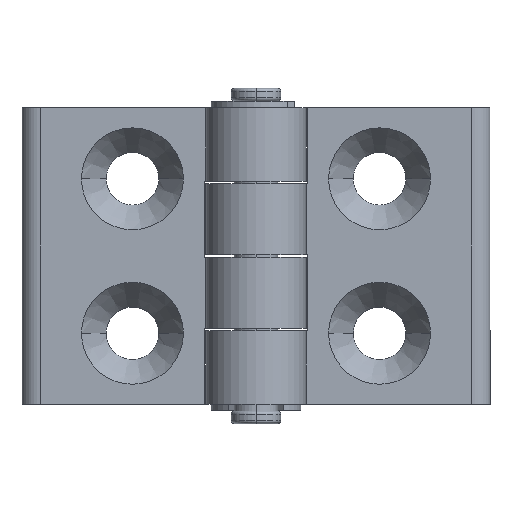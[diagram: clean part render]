
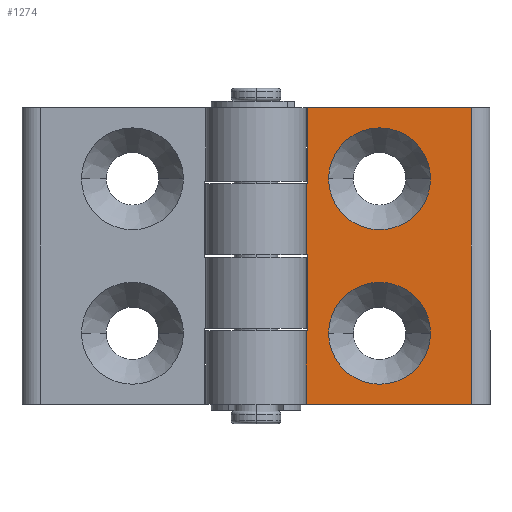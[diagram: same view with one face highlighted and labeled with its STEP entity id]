
A CAD part, top view. The second image highlights one B-rep face of the part: STEP entity #1274.
In plain terms, the highlighted planar face has unit normal (0, 0, 1).
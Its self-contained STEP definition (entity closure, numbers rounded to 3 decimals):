
#11 = EDGE_CURVE ( 'NONE', #430, #1380, #172, .T. ) ;
#24 = FACE_BOUND ( 'NONE', #1035, .T. ) ;
#25 = DIRECTION ( 'NONE',  ( 1., 0., 0. ) ) ;
#28 = VECTOR ( 'NONE', #612, 1000. ) ;
#30 = VECTOR ( 'NONE', #1152, 1000. ) ;
#45 = EDGE_CURVE ( 'NONE', #1380, #1940, #1486, .T. ) ;
#48 = DIRECTION ( 'NONE',  ( 0., 0., 1. ) ) ;
#74 = AXIS2_PLACEMENT_3D ( 'NONE', #413, #422, #607 ) ;
#79 = CARTESIAN_POINT ( 'NONE',  ( 0., 11.7, 3.1 ) ) ;
#122 = CARTESIAN_POINT ( 'NONE',  ( 0., -12.5, 3.1 ) ) ;
#167 = ORIENTED_EDGE ( 'NONE', *, *, #1099, .T. ) ;
#171 = CIRCLE ( 'NONE', #263, 8.25 ) ;
#172 = LINE ( 'NONE', #792, #28 ) ;
#176 = ORIENTED_EDGE ( 'NONE', *, *, #535, .F. ) ;
#181 = CARTESIAN_POINT ( 'NONE',  ( 0., 0.2, 3.1 ) ) ;
#206 = CARTESIAN_POINT ( 'NONE',  ( 14.875, -24., 3.1 ) ) ;
#229 = VECTOR ( 'NONE', #1080, 1000. ) ;
#240 = EDGE_LOOP ( 'NONE', ( #856, #1917, #1781, #167, #1692, #781, #526, #1102, #176, #765 ) ) ;
#256 = CARTESIAN_POINT ( 'NONE',  ( -12.125, -24., 3.1 ) ) ;
#263 = AXIS2_PLACEMENT_3D ( 'NONE', #1855, #1554, #654 ) ;
#295 = ORIENTED_EDGE ( 'NONE', *, *, #1442, .T. ) ;
#319 = LINE ( 'NONE', #1420, #679 ) ;
#327 = VERTEX_POINT ( 'NONE', #1610 ) ;
#333 = LINE ( 'NONE', #1435, #863 ) ;
#348 = VERTEX_POINT ( 'NONE', #816 ) ;
#382 = CARTESIAN_POINT ( 'NONE',  ( -11.625, -12.1, 3.1 ) ) ;
#413 = CARTESIAN_POINT ( 'NONE',  ( 0., 12.5, 3.1 ) ) ;
#422 = DIRECTION ( 'NONE',  ( 0., 0., 1. ) ) ;
#430 = VERTEX_POINT ( 'NONE', #206 ) ;
#450 = DIRECTION ( 'NONE',  ( 0., 0., -1. ) ) ;
#467 = ORIENTED_EDGE ( 'NONE', *, *, #1864, .F. ) ;
#477 = EDGE_CURVE ( 'NONE', #1180, #1272, #822, .T. ) ;
#488 = DIRECTION ( 'NONE',  ( 1., 0., 0. ) ) ;
#519 = EDGE_CURVE ( 'NONE', #348, #735, #1264, .T. ) ;
#526 = ORIENTED_EDGE ( 'NONE', *, *, #519, .T. ) ;
#535 = EDGE_CURVE ( 'NONE', #1180, #609, #333, .T. ) ;
#593 = EDGE_LOOP ( 'NONE', ( #1470, #467 ) ) ;
#595 = DIRECTION ( 'NONE',  ( 1., 0., 0. ) ) ;
#604 = CARTESIAN_POINT ( 'NONE',  ( -8.25, -12.5, 3.1 ) ) ;
#607 = DIRECTION ( 'NONE',  ( 1., 0., 0. ) ) ;
#609 = VERTEX_POINT ( 'NONE', #382 ) ;
#612 = DIRECTION ( 'NONE',  ( 0., 1., 0. ) ) ;
#654 = DIRECTION ( 'NONE',  ( 1., 0., 0. ) ) ;
#679 = VECTOR ( 'NONE', #945, 1000. ) ;
#735 = VERTEX_POINT ( 'NONE', #1819 ) ;
#748 = CARTESIAN_POINT ( 'NONE',  ( -11.625, 0., 3.1 ) ) ;
#758 = EDGE_CURVE ( 'NONE', #791, #1770, #1141, .T. ) ;
#765 = ORIENTED_EDGE ( 'NONE', *, *, #477, .T. ) ;
#781 = ORIENTED_EDGE ( 'NONE', *, *, #1697, .T. ) ;
#783 = VECTOR ( 'NONE', #1499, 1000. ) ;
#791 = VERTEX_POINT ( 'NONE', #604 ) ;
#792 = CARTESIAN_POINT ( 'NONE',  ( 14.875, 24., 3.1 ) ) ;
#816 = CARTESIAN_POINT ( 'NONE',  ( -12.125, 0.2, 3.1 ) ) ;
#822 = LINE ( 'NONE', #1731, #30 ) ;
#826 = CARTESIAN_POINT ( 'NONE',  ( -8.25, 12.5, 3.1 ) ) ;
#856 = ORIENTED_EDGE ( 'NONE', *, *, #1358, .T. ) ;
#863 = VECTOR ( 'NONE', #25, 1000. ) ;
#865 = CIRCLE ( 'NONE', #1139, 8.25 ) ;
#869 = VECTOR ( 'NONE', #1761, 1000. ) ;
#884 = LINE ( 'NONE', #79, #229 ) ;
#890 = DIRECTION ( 'NONE',  ( 0., 0., -1. ) ) ;
#910 = CARTESIAN_POINT ( 'NONE',  ( 8.25, -12.5, 3.1 ) ) ;
#945 = DIRECTION ( 'NONE',  ( 0., -1., 0. ) ) ;
#1014 = CIRCLE ( 'NONE', #74, 8.25 ) ;
#1035 = EDGE_LOOP ( 'NONE', ( #295, #1813 ) ) ;
#1045 = LINE ( 'NONE', #748, #1237 ) ;
#1056 = DIRECTION ( 'NONE',  ( 1., 0., 0. ) ) ;
#1078 = AXIS2_PLACEMENT_3D ( 'NONE', #122, #890, #595 ) ;
#1080 = DIRECTION ( 'NONE',  ( 1., 0., 0. ) ) ;
#1099 = EDGE_CURVE ( 'NONE', #1940, #1419, #319, .T. ) ;
#1102 = ORIENTED_EDGE ( 'NONE', *, *, #1520, .T. ) ;
#1125 = PLANE ( 'NONE',  #1624 ) ;
#1139 = AXIS2_PLACEMENT_3D ( 'NONE', #1670, #450, #1056 ) ;
#1141 = CIRCLE ( 'NONE', #1078, 8.25 ) ;
#1152 = DIRECTION ( 'NONE',  ( 0., -1., 0. ) ) ;
#1164 = VECTOR ( 'NONE', #1928, 1000. ) ;
#1180 = VERTEX_POINT ( 'NONE', #1263 ) ;
#1203 = VERTEX_POINT ( 'NONE', #826 ) ;
#1237 = VECTOR ( 'NONE', #1364, 1000. ) ;
#1263 = CARTESIAN_POINT ( 'NONE',  ( -12.125, -12.1, 3.1 ) ) ;
#1264 = LINE ( 'NONE', #181, #1356 ) ;
#1272 = VERTEX_POINT ( 'NONE', #1434 ) ;
#1274 = ADVANCED_FACE ( 'NONE', ( #24, #1881, #1730 ), #1125, .T. ) ;
#1322 = LINE ( 'NONE', #1654, #1164 ) ;
#1350 = CARTESIAN_POINT ( 'NONE',  ( -12.125, 24., 3.1 ) ) ;
#1356 = VECTOR ( 'NONE', #488, 1000. ) ;
#1358 = EDGE_CURVE ( 'NONE', #1272, #430, #1652, .T. ) ;
#1364 = DIRECTION ( 'NONE',  ( 0., -1., 0. ) ) ;
#1378 = CARTESIAN_POINT ( 'NONE',  ( 8.25, 12.5, 3.1 ) ) ;
#1380 = VERTEX_POINT ( 'NONE', #1469 ) ;
#1417 = CARTESIAN_POINT ( 'NONE',  ( -11.625, 24., 3.1 ) ) ;
#1419 = VERTEX_POINT ( 'NONE', #1816 ) ;
#1420 = CARTESIAN_POINT ( 'NONE',  ( -11.625, 0., 3.1 ) ) ;
#1424 = VERTEX_POINT ( 'NONE', #1378 ) ;
#1434 = CARTESIAN_POINT ( 'NONE',  ( -12.125, -24., 3.1 ) ) ;
#1435 = CARTESIAN_POINT ( 'NONE',  ( 0., -12.1, 3.1 ) ) ;
#1442 = EDGE_CURVE ( 'NONE', #1770, #791, #865, .T. ) ;
#1453 = CARTESIAN_POINT ( 'NONE',  ( 0., 0., 3.1 ) ) ;
#1469 = CARTESIAN_POINT ( 'NONE',  ( 14.875, 24., 3.1 ) ) ;
#1470 = ORIENTED_EDGE ( 'NONE', *, *, #1915, .F. ) ;
#1486 = LINE ( 'NONE', #1350, #869 ) ;
#1499 = DIRECTION ( 'NONE',  ( 1., 0., 0. ) ) ;
#1520 = EDGE_CURVE ( 'NONE', #735, #609, #1045, .T. ) ;
#1554 = DIRECTION ( 'NONE',  ( 0., 0., 1. ) ) ;
#1610 = CARTESIAN_POINT ( 'NONE',  ( -12.125, 11.7, 3.1 ) ) ;
#1624 = AXIS2_PLACEMENT_3D ( 'NONE', #1453, #48, #1626 ) ;
#1626 = DIRECTION ( 'NONE',  ( 1., 0., 0. ) ) ;
#1652 = LINE ( 'NONE', #256, #783 ) ;
#1654 = CARTESIAN_POINT ( 'NONE',  ( -12.125, 24., 3.1 ) ) ;
#1670 = CARTESIAN_POINT ( 'NONE',  ( 0., -12.5, 3.1 ) ) ;
#1692 = ORIENTED_EDGE ( 'NONE', *, *, #1820, .F. ) ;
#1697 = EDGE_CURVE ( 'NONE', #327, #348, #1322, .T. ) ;
#1730 = FACE_OUTER_BOUND ( 'NONE', #240, .T. ) ;
#1731 = CARTESIAN_POINT ( 'NONE',  ( -12.125, 24., 3.1 ) ) ;
#1761 = DIRECTION ( 'NONE',  ( -1., 0., 0. ) ) ;
#1770 = VERTEX_POINT ( 'NONE', #910 ) ;
#1781 = ORIENTED_EDGE ( 'NONE', *, *, #45, .T. ) ;
#1813 = ORIENTED_EDGE ( 'NONE', *, *, #758, .T. ) ;
#1816 = CARTESIAN_POINT ( 'NONE',  ( -11.625, 11.7, 3.1 ) ) ;
#1819 = CARTESIAN_POINT ( 'NONE',  ( -11.625, 0.2, 3.1 ) ) ;
#1820 = EDGE_CURVE ( 'NONE', #327, #1419, #884, .T. ) ;
#1855 = CARTESIAN_POINT ( 'NONE',  ( 0., 12.5, 3.1 ) ) ;
#1864 = EDGE_CURVE ( 'NONE', #1203, #1424, #1014, .T. ) ;
#1881 = FACE_BOUND ( 'NONE', #593, .T. ) ;
#1915 = EDGE_CURVE ( 'NONE', #1424, #1203, #171, .T. ) ;
#1917 = ORIENTED_EDGE ( 'NONE', *, *, #11, .T. ) ;
#1928 = DIRECTION ( 'NONE',  ( 0., -1., 0. ) ) ;
#1940 = VERTEX_POINT ( 'NONE', #1417 ) ;
